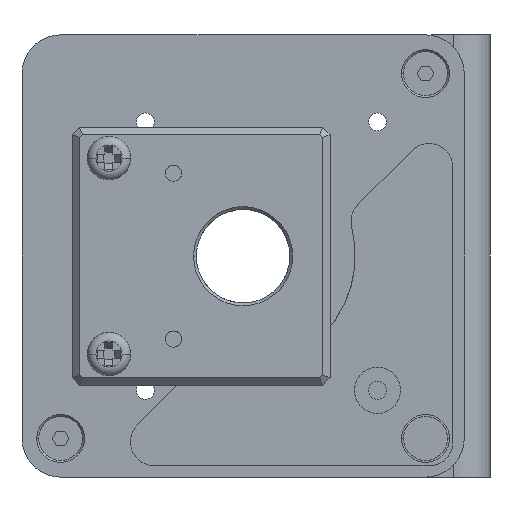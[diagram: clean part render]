
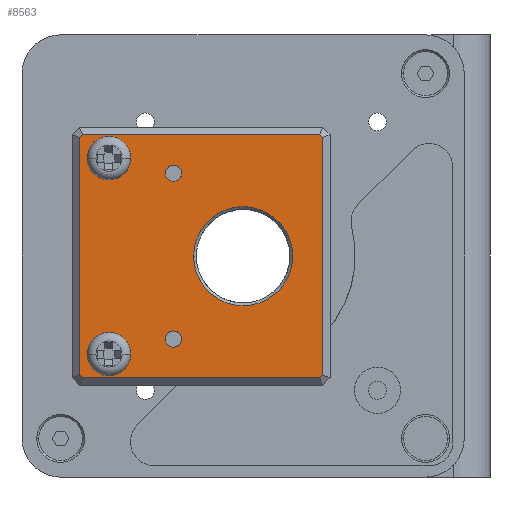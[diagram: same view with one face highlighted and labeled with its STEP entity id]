
A CAD part, left-side view. The second image highlights one B-rep face of the part: STEP entity #8563.
In plain terms, the highlighted planar face has unit normal (-1, 0, 0).
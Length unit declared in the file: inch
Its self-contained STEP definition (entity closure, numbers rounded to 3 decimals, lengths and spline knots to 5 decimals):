
#1861=DIRECTION('',(0.,1.,0.));
#1862=VECTOR('',#1861,1.28686);
#1863=CARTESIAN_POINT('',(-1.338,0.92457,-0.661));
#1864=LINE('',#1863,#1862);
#1873=CARTESIAN_POINT('',(-1.338,1.718,-0.451));
#1874=DIRECTION('',(-1.,0.,0.));
#1875=DIRECTION('',(0.,1.,0.));
#1876=AXIS2_PLACEMENT_3D('',#1873,#1874,#1875);
#1878=CARTESIAN_POINT('',(-1.338,1.718,-0.451));
#1879=DIRECTION('',(-1.,0.,0.));
#1880=DIRECTION('',(0.,-1.,0.));
#1881=AXIS2_PLACEMENT_3D('',#1878,#1879,#1880);
#1883=CARTESIAN_POINT('',(-1.338,1.718,0.449));
#1884=DIRECTION('',(-1.,0.,0.));
#1885=DIRECTION('',(0.,1.,0.));
#1886=AXIS2_PLACEMENT_3D('',#1883,#1884,#1885);
#1888=CARTESIAN_POINT('',(-1.338,1.718,0.449));
#1889=DIRECTION('',(-1.,0.,0.));
#1890=DIRECTION('',(0.,-1.,0.));
#1891=AXIS2_PLACEMENT_3D('',#1888,#1889,#1890);
#1893=CARTESIAN_POINT('',(-1.338,2.068,-0.532));
#1894=DIRECTION('',(1.,0.,0.));
#1895=DIRECTION('',(0.,1.,0.));
#1896=AXIS2_PLACEMENT_3D('',#1893,#1894,#1895);
#1898=CARTESIAN_POINT('',(-1.338,2.068,-0.532));
#1899=DIRECTION('',(1.,0.,0.));
#1900=DIRECTION('',(0.,-1.,0.));
#1901=AXIS2_PLACEMENT_3D('',#1898,#1899,#1900);
#1903=CARTESIAN_POINT('',(-1.338,2.068,0.531));
#1904=DIRECTION('',(1.,0.,0.));
#1905=DIRECTION('',(0.,1.,0.));
#1906=AXIS2_PLACEMENT_3D('',#1903,#1904,#1905);
#1908=CARTESIAN_POINT('',(-1.338,2.068,0.531));
#1909=DIRECTION('',(1.,0.,0.));
#1910=DIRECTION('',(0.,-1.,0.));
#1911=AXIS2_PLACEMENT_3D('',#1908,#1909,#1910);
#1913=DIRECTION('',(0.,-1.,0.));
#1914=VECTOR('',#1913,1.28686);
#1915=CARTESIAN_POINT('',(-1.338,2.21143,0.659));
#1916=LINE('',#1915,#1914);
#1929=DIRECTION('',(0.,0.707,-0.707));
#1930=VECTOR('',#1929,0.02343);
#1931=CARTESIAN_POINT('',(-1.338,2.21143,0.659));
#1932=LINE('',#1931,#1930);
#1987=DIRECTION('',(0.,0.,-1.));
#1988=VECTOR('',#1987,1.28686);
#1989=CARTESIAN_POINT('',(-1.338,0.908,0.64243));
#1990=LINE('',#1989,#1988);
#2003=DIRECTION('',(0.,0.707,0.707));
#2004=VECTOR('',#2003,0.02343);
#2005=CARTESIAN_POINT('',(-1.338,0.908,0.64243));
#2006=LINE('',#2005,#2004);
#2015=DIRECTION('',(0.,-0.707,0.707));
#2016=VECTOR('',#2015,0.02343);
#2017=CARTESIAN_POINT('',(-1.338,0.92457,-0.661));
#2018=LINE('',#2017,#2016);
#2531=DIRECTION('',(0.,0.,1.));
#2532=VECTOR('',#2531,1.28686);
#2533=CARTESIAN_POINT('',(-1.338,2.228,-0.64443));
#2534=LINE('',#2533,#2532);
#2547=DIRECTION('',(0.,-0.707,-0.707));
#2548=VECTOR('',#2547,0.02343);
#2549=CARTESIAN_POINT('',(-1.338,2.228,-0.64443));
#2550=LINE('',#2549,#2548);
#2751=CARTESIAN_POINT('',(-1.338,1.34,-0.001));
#2752=DIRECTION('',(1.,0.,0.));
#2753=DIRECTION('',(0.,1.,0.));
#2754=AXIS2_PLACEMENT_3D('',#2751,#2752,#2753);
#2761=CARTESIAN_POINT('',(-1.338,1.34,-0.001));
#2762=DIRECTION('',(1.,0.,0.));
#2763=DIRECTION('',(0.,-1.,0.));
#2764=AXIS2_PLACEMENT_3D('',#2761,#2762,#2763);
#5774=CARTESIAN_POINT('',(-1.338,2.21143,0.659));
#5775=CARTESIAN_POINT('',(-1.338,0.92457,0.659));
#5776=VERTEX_POINT('',#5774);
#5777=VERTEX_POINT('',#5775);
#5784=CARTESIAN_POINT('',(-1.338,0.908,0.64243));
#5785=VERTEX_POINT('',#5784);
#5786=CARTESIAN_POINT('',(-1.338,0.908,-0.64443));
#5787=VERTEX_POINT('',#5786);
#5792=CARTESIAN_POINT('',(-1.338,0.92457,-0.661));
#5793=VERTEX_POINT('',#5792);
#5794=CARTESIAN_POINT('',(-1.338,2.21143,-0.661));
#5795=VERTEX_POINT('',#5794);
#5800=CARTESIAN_POINT('',(-1.338,2.228,-0.64443));
#5801=VERTEX_POINT('',#5800);
#5802=CARTESIAN_POINT('',(-1.338,2.228,0.64243));
#5803=VERTEX_POINT('',#5802);
#5822=CARTESIAN_POINT('',(-1.338,1.7625,-0.451));
#5823=CARTESIAN_POINT('',(-1.338,1.6735,-0.451));
#5824=VERTEX_POINT('',#5822);
#5825=VERTEX_POINT('',#5823);
#5826=CARTESIAN_POINT('',(-1.338,1.7625,0.449));
#5827=CARTESIAN_POINT('',(-1.338,1.6735,0.449));
#5828=VERTEX_POINT('',#5826);
#5829=VERTEX_POINT('',#5827);
#5918=CARTESIAN_POINT('',(-1.338,1.609,-0.001));
#5919=CARTESIAN_POINT('',(-1.338,1.071,-0.001));
#5920=VERTEX_POINT('',#5918);
#5921=VERTEX_POINT('',#5919);
#6018=CARTESIAN_POINT('',(-1.338,2.18611,-0.532));
#6019=CARTESIAN_POINT('',(-1.338,1.94989,-0.532));
#6020=VERTEX_POINT('',#6018);
#6021=VERTEX_POINT('',#6019);
#6106=CARTESIAN_POINT('',(-1.338,2.18611,0.531));
#6107=CARTESIAN_POINT('',(-1.338,1.94989,0.531));
#6108=VERTEX_POINT('',#6106);
#6109=VERTEX_POINT('',#6107);
#8511=CARTESIAN_POINT('',(-1.338,2.268,0.699));
#8512=DIRECTION('',(1.,0.,0.));
#8513=DIRECTION('',(0.,-1.,0.));
#8514=AXIS2_PLACEMENT_3D('',#8511,#8512,#8513);
#8515=PLANE('',#8514);
#8517=ORIENTED_EDGE('',*,*,#8516,.T.);
#8519=ORIENTED_EDGE('',*,*,#8518,.F.);
#8521=ORIENTED_EDGE('',*,*,#8520,.T.);
#8523=ORIENTED_EDGE('',*,*,#8522,.F.);
#8524=ORIENTED_EDGE('',*,*,#8501,.T.);
#8526=ORIENTED_EDGE('',*,*,#8525,.F.);
#8528=ORIENTED_EDGE('',*,*,#8527,.T.);
#8530=ORIENTED_EDGE('',*,*,#8529,.F.);
#8531=EDGE_LOOP('',(#8517,#8519,#8521,#8523,#8524,#8526,#8528,#8530));
#8532=FACE_OUTER_BOUND('',#8531,.F.);
#8534=ORIENTED_EDGE('',*,*,#8533,.F.);
#8536=ORIENTED_EDGE('',*,*,#8535,.F.);
#8537=EDGE_LOOP('',(#8534,#8536));
#8538=FACE_BOUND('',#8537,.F.);
#8540=ORIENTED_EDGE('',*,*,#8539,.T.);
#8542=ORIENTED_EDGE('',*,*,#8541,.T.);
#8543=EDGE_LOOP('',(#8540,#8542));
#8544=FACE_BOUND('',#8543,.F.);
#8546=ORIENTED_EDGE('',*,*,#8545,.T.);
#8548=ORIENTED_EDGE('',*,*,#8547,.T.);
#8549=EDGE_LOOP('',(#8546,#8548));
#8550=FACE_BOUND('',#8549,.F.);
#8552=ORIENTED_EDGE('',*,*,#8551,.F.);
#8554=ORIENTED_EDGE('',*,*,#8553,.F.);
#8555=EDGE_LOOP('',(#8552,#8554));
#8556=FACE_BOUND('',#8555,.F.);
#8558=ORIENTED_EDGE('',*,*,#8557,.F.);
#8560=ORIENTED_EDGE('',*,*,#8559,.F.);
#8561=EDGE_LOOP('',(#8558,#8560));
#8562=FACE_BOUND('',#8561,.F.);
#8563=ADVANCED_FACE('',(#8532,#8538,#8544,#8550,#8556,#8562),#8515,.F.);
#1877=CIRCLE('',#1876,0.0445);
#1882=CIRCLE('',#1881,0.0445);
#1887=CIRCLE('',#1886,0.0445);
#1892=CIRCLE('',#1891,0.0445);
#1897=CIRCLE('',#1896,0.11811);
#1902=CIRCLE('',#1901,0.11811);
#1907=CIRCLE('',#1906,0.11811);
#1912=CIRCLE('',#1911,0.11811);
#2755=CIRCLE('',#2754,0.269);
#2765=CIRCLE('',#2764,0.269);
#8501=EDGE_CURVE('',#5793,#5795,#1864,.T.);
#8516=EDGE_CURVE('',#5776,#5777,#1916,.T.);
#8518=EDGE_CURVE('',#5785,#5777,#2006,.T.);
#8520=EDGE_CURVE('',#5785,#5787,#1990,.T.);
#8522=EDGE_CURVE('',#5793,#5787,#2018,.T.);
#8525=EDGE_CURVE('',#5801,#5795,#2550,.T.);
#8527=EDGE_CURVE('',#5801,#5803,#2534,.T.);
#8529=EDGE_CURVE('',#5776,#5803,#1932,.T.);
#8533=EDGE_CURVE('',#5920,#5921,#2755,.T.);
#8535=EDGE_CURVE('',#5921,#5920,#2765,.T.);
#8539=EDGE_CURVE('',#5824,#5825,#1877,.T.);
#8541=EDGE_CURVE('',#5825,#5824,#1882,.T.);
#8545=EDGE_CURVE('',#5828,#5829,#1887,.T.);
#8547=EDGE_CURVE('',#5829,#5828,#1892,.T.);
#8551=EDGE_CURVE('',#6020,#6021,#1897,.T.);
#8553=EDGE_CURVE('',#6021,#6020,#1902,.T.);
#8557=EDGE_CURVE('',#6108,#6109,#1907,.T.);
#8559=EDGE_CURVE('',#6109,#6108,#1912,.T.);
